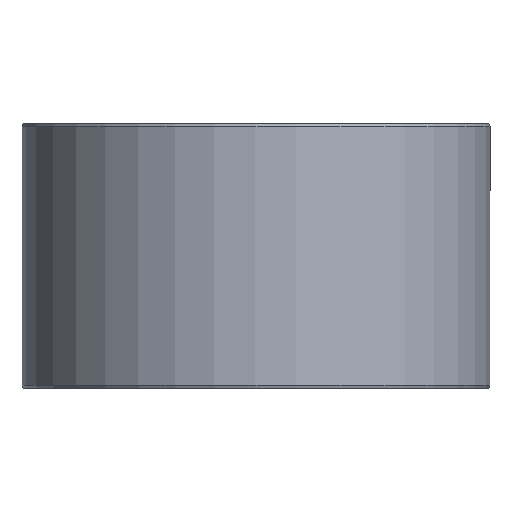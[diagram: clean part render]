
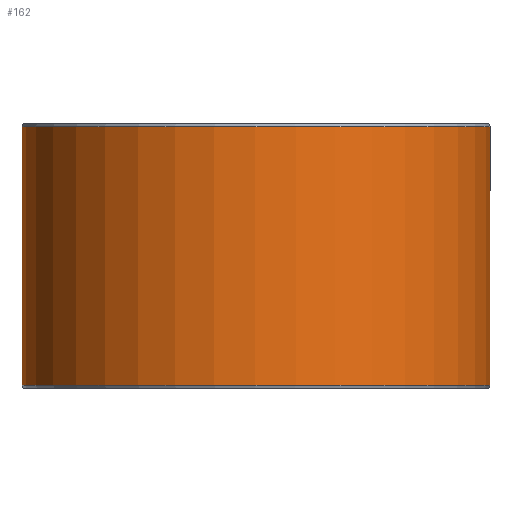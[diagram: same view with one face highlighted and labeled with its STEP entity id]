
A CAD part, front view. The second image highlights one B-rep face of the part: STEP entity #162.
In plain terms, the highlighted cylindrical face has radius 132.5 mm (diameter 265 mm), a partial arc.
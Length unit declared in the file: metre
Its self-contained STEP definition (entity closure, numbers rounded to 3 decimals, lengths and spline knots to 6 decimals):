
#162=ADVANCED_FACE('',(#185,#186),#187,.T.);
#185=FACE_OUTER_BOUND('',#211,.T.);
#186=FACE_BOUND('',#212,.T.);
#187=CYLINDRICAL_SURFACE('',#213,0.1325);
#211=EDGE_LOOP('',(#289,#290,#291,#292));
#212=EDGE_LOOP('',(#293));
#213=AXIS2_PLACEMENT_3D('',#294,#295,#296);
#289=ORIENTED_EDGE('',*,*,#314,.T.);
#290=ORIENTED_EDGE('',*,*,#323,.F.);
#291=ORIENTED_EDGE('',*,*,#309,.F.);
#292=ORIENTED_EDGE('',*,*,#324,.T.);
#293=ORIENTED_EDGE('',*,*,#327,.T.);
#294=CARTESIAN_POINT('',(0.,0.,0.0));
#295=DIRECTION('',(0.,0.0,-1.0));
#296=DIRECTION('',(-1.0,0.0,0.));
#309=EDGE_CURVE('',#341,#342,#343,.T.);
#314=EDGE_CURVE('',#351,#349,#352,.T.);
#323=EDGE_CURVE('',#342,#349,#365,.T.);
#324=EDGE_CURVE('',#341,#351,#366,.T.);
#327=EDGE_CURVE('',#370,#370,#371,.T.);
#341=VERTEX_POINT('',#389);
#342=VERTEX_POINT('',#390);
#343=CIRCLE('',#391,0.1325);
#349=VERTEX_POINT('',#399);
#351=VERTEX_POINT('',#402);
#352=CIRCLE('',#403,0.1325);
#365=LINE('',#422,#423);
#366=LINE('',#424,#425);
#370=VERTEX_POINT('',#503);
#371=B_SPLINE_CURVE_WITH_KNOTS('',3,(#504,#505,#506,#507,#508,#509,#510,#511,#512,#513,#514,#515,#516,#517,#518,#519,#520,#521,#522,#523,#524,#525,#526,#527,#528,#529,#530,#531,#532,#533,#534,#535,#536,#537,#538,#539,#540,#541,#542,#543,#544,#545,#546,#547,#548,#549,#550,#551,#552,#553,#554,#555,#556,#557,#558,#559,#560,#561,#562,#563,#564,#565,#566,#567,#568,#569,#570,#571,#572,#573,#574,#575,#576,#577),.UNSPECIFIED.,.T.,.F.,(2,2,2,2,2,2,2,2,2,2,2,2,2,2,2,2,2,2,2,2,2,2,2,2,2,2,2,2,2,2,2,2,2,2,2,2,2,2,2),(-0.000977,0.0,0.000977,0.001465,0.001954,0.002931,0.003908,0.004885,0.005862,0.006839,0.007816,0.008793,0.00977,0.010747,0.011724,0.012701,0.013189,0.013678,0.014655,0.015632,0.016609,0.017586,0.018563,0.01954,0.020517,0.021494,0.022471,0.023448,0.024425,0.024913,0.025402,0.026379,0.027356,0.028333,0.028821,0.02931,0.030287,0.031264,0.032241),.UNSPECIFIED.);
#389=CARTESIAN_POINT('',(0.002312,0.13248,0.0018));
#390=CARTESIAN_POINT('',(0.,0.1325,0.0018));
#391=AXIS2_PLACEMENT_3D('',#591,#592,#593);
#399=CARTESIAN_POINT('',(0.,0.1325,0.1482));
#402=CARTESIAN_POINT('',(0.002312,0.13248,0.1482));
#403=AXIS2_PLACEMENT_3D('',#600,#601,#602);
#422=CARTESIAN_POINT('',(0.,0.1325,0.0018));
#423=VECTOR('',#615,1.0);
#424=CARTESIAN_POINT('',(0.002312,0.13248,0.0018));
#425=VECTOR('',#616,1.0);
#503=CARTESIAN_POINT('',(0.110919,-0.07248,0.075));
#504=CARTESIAN_POINT('',(0.110919,-0.07248,0.07467));
#505=CARTESIAN_POINT('',(0.110919,-0.07248,0.07533));
#506=CARTESIAN_POINT('',(0.110936,-0.072453,0.075655));
#507=CARTESIAN_POINT('',(0.110988,-0.072373,0.076134));
#508=CARTESIAN_POINT('',(0.11101,-0.07234,0.076293));
#509=CARTESIAN_POINT('',(0.111062,-0.07226,0.076607));
#510=CARTESIAN_POINT('',(0.111093,-0.072213,0.076763));
#511=CARTESIAN_POINT('',(0.111195,-0.072055,0.077217));
#512=CARTESIAN_POINT('',(0.111279,-0.071926,0.077504));
#513=CARTESIAN_POINT('',(0.111475,-0.071621,0.078048));
#514=CARTESIAN_POINT('',(0.111589,-0.071443,0.078305));
#515=CARTESIAN_POINT('',(0.111838,-0.071054,0.078766));
#516=CARTESIAN_POINT('',(0.111972,-0.070841,0.078973));
#517=CARTESIAN_POINT('',(0.112264,-0.070379,0.079339));
#518=CARTESIAN_POINT('',(0.112418,-0.070132,0.079494));
#519=CARTESIAN_POINT('',(0.112735,-0.069621,0.079744));
#520=CARTESIAN_POINT('',(0.112901,-0.069353,0.07984));
#521=CARTESIAN_POINT('',(0.113237,-0.068802,0.079968));
#522=CARTESIAN_POINT('',(0.113405,-0.068524,0.08));
#523=CARTESIAN_POINT('',(0.113741,-0.067965,0.08));
#524=CARTESIAN_POINT('',(0.113911,-0.067681,0.079968));
#525=CARTESIAN_POINT('',(0.114237,-0.067129,0.07984));
#526=CARTESIAN_POINT('',(0.114395,-0.06686,0.079746));
#527=CARTESIAN_POINT('',(0.114699,-0.066336,0.079496));
#528=CARTESIAN_POINT('',(0.114845,-0.066083,0.079339));
#529=CARTESIAN_POINT('',(0.115115,-0.065612,0.078977));
#530=CARTESIAN_POINT('',(0.115239,-0.065393,0.078771));
#531=CARTESIAN_POINT('',(0.115469,-0.064986,0.078304));
#532=CARTESIAN_POINT('',(0.115571,-0.064805,0.078051));
#533=CARTESIAN_POINT('',(0.115703,-0.064568,0.077645));
#534=CARTESIAN_POINT('',(0.115744,-0.064494,0.077505));
#535=CARTESIAN_POINT('',(0.11582,-0.064359,0.077216));
#536=CARTESIAN_POINT('',(0.115854,-0.064297,0.077066));
#537=CARTESIAN_POINT('',(0.115945,-0.064132,0.076612));
#538=CARTESIAN_POINT('',(0.115991,-0.064049,0.0763));
#539=CARTESIAN_POINT('',(0.116053,-0.063937,0.075659));
#540=CARTESIAN_POINT('',(0.116069,-0.063908,0.075328));
#541=CARTESIAN_POINT('',(0.116069,-0.063908,0.074675));
#542=CARTESIAN_POINT('',(0.116054,-0.063936,0.074351));
#543=CARTESIAN_POINT('',(0.115992,-0.064047,0.073707));
#544=CARTESIAN_POINT('',(0.115946,-0.064132,0.07339));
#545=CARTESIAN_POINT('',(0.115825,-0.064349,0.072789));
#546=CARTESIAN_POINT('',(0.11575,-0.064484,0.072498));
#547=CARTESIAN_POINT('',(0.115571,-0.064804,0.071951));
#548=CARTESIAN_POINT('',(0.11547,-0.064984,0.071699));
#549=CARTESIAN_POINT('',(0.115244,-0.065385,0.071237));
#550=CARTESIAN_POINT('',(0.115117,-0.065609,0.071026));
#551=CARTESIAN_POINT('',(0.114846,-0.066081,0.070662));
#552=CARTESIAN_POINT('',(0.114703,-0.066329,0.070508));
#553=CARTESIAN_POINT('',(0.114399,-0.066852,0.070257));
#554=CARTESIAN_POINT('',(0.114238,-0.067126,0.070161));
#555=CARTESIAN_POINT('',(0.113913,-0.067677,0.070033));
#556=CARTESIAN_POINT('',(0.113747,-0.067956,0.07));
#557=CARTESIAN_POINT('',(0.113407,-0.068521,0.07));
#558=CARTESIAN_POINT('',(0.113238,-0.0688,0.070032));
#559=CARTESIAN_POINT('',(0.112989,-0.069209,0.070127));
#560=CARTESIAN_POINT('',(0.112906,-0.069344,0.070166));
#561=CARTESIAN_POINT('',(0.112741,-0.069611,0.070261));
#562=CARTESIAN_POINT('',(0.112659,-0.069744,0.070317));
#563=CARTESIAN_POINT('',(0.112419,-0.07013,0.070505));
#564=CARTESIAN_POINT('',(0.112267,-0.070374,0.070658));
#565=CARTESIAN_POINT('',(0.111977,-0.070834,0.07102));
#566=CARTESIAN_POINT('',(0.111839,-0.071052,0.071231));
#567=CARTESIAN_POINT('',(0.111591,-0.071441,0.071692));
#568=CARTESIAN_POINT('',(0.111479,-0.071616,0.071944));
#569=CARTESIAN_POINT('',(0.11133,-0.071846,0.072353));
#570=CARTESIAN_POINT('',(0.111284,-0.071918,0.072495));
#571=CARTESIAN_POINT('',(0.1112,-0.072048,0.072784));
#572=CARTESIAN_POINT('',(0.111162,-0.072106,0.072931));
#573=CARTESIAN_POINT('',(0.11106,-0.072264,0.073382));
#574=CARTESIAN_POINT('',(0.111007,-0.072344,0.073696));
#575=CARTESIAN_POINT('',(0.110936,-0.072453,0.074343));
#576=CARTESIAN_POINT('',(0.110919,-0.07248,0.07467));
#577=CARTESIAN_POINT('',(0.110919,-0.07248,0.07533));
#591=CARTESIAN_POINT('',(0.,0.,0.0018));
#592=DIRECTION('',(0.,0.0,-1.0));
#593=DIRECTION('',(-1.0,0.0,0.));
#600=CARTESIAN_POINT('',(0.,0.,0.1482));
#601=DIRECTION('',(0.,0.0,-1.0));
#602=DIRECTION('',(-1.0,0.0,0.));
#615=DIRECTION('',(0.,0.0,1.0));
#616=DIRECTION('',(0.,0.,1.0));
